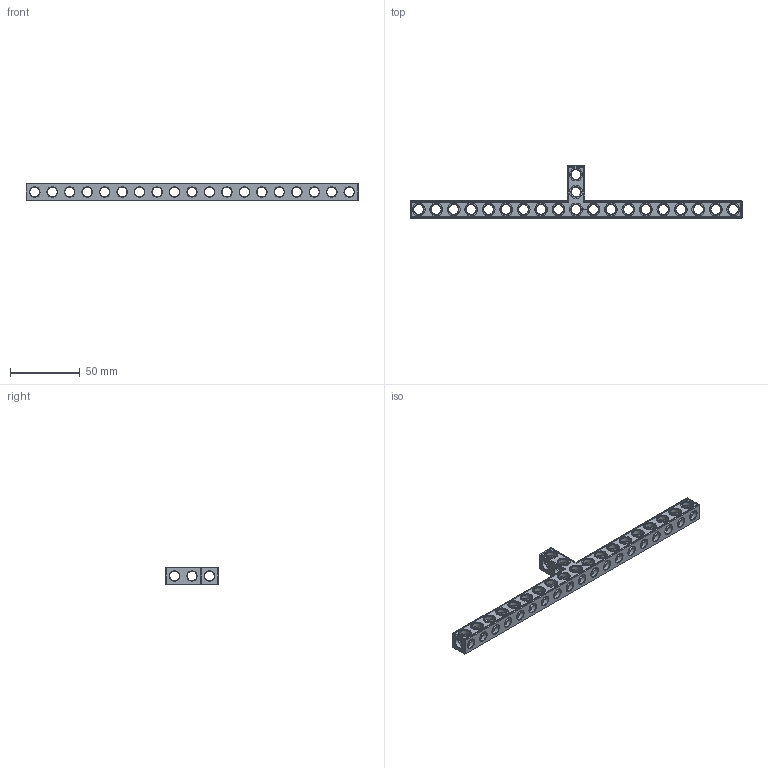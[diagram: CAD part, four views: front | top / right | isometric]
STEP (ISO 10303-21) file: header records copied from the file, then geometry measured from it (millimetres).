
FILE_DESCRIPTION(('FreeCAD Model'),'2;1');
FILE_NAME('Open CASCADE Shape Model','2022-01-29T21:25:41',( 'Paulo Kiefe'),('STEMFIE.org'),'Open CASCADE STEP processor 7.4', 'FreeCAD','Unknown');
FILE_SCHEMA(('AUTOMOTIVE_DESIGN { 1 0 10303 214 1 1 1 1 }'));
Products named in the file (1): Beam_TSH_SYM_ESS_BU19x03x01_-_SPN-BEM-1153_(stemfie.org)
Bounding box: 237.5 x 37.5 x 12.5 mm (x, y, z)
Volume: 20520.9 mm3; surface area: 18437.1 mm2
Topology: 1 solids, 1 shells, 771 faces, 2302 edges, 1503 vertices
Faces by surface type: plane 412, extrusion 142, cylinder 129, cone 88
Full cylindrical faces by diameter (mm): 6.98 x20, 7 x88, 9.2 x21
Entity records: 95523 total; most frequent: CARTESIAN_POINT 52516, DIRECTION 6872, VECTOR 4753, LINE 4611, ORIENTED_EDGE 4604, PCURVE 4604, DEFINITIONAL_REPRESENTATION 4604, EDGE_CURVE 2302
